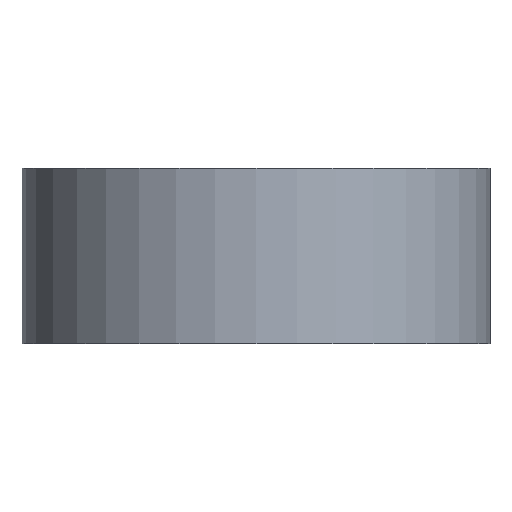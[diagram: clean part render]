
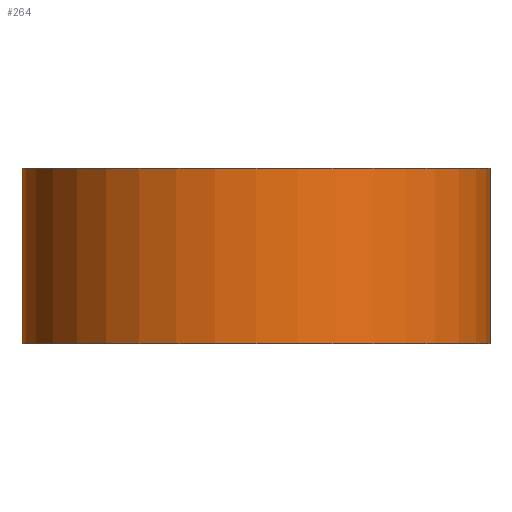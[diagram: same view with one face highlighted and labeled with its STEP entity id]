
A CAD part, front view. The second image highlights one B-rep face of the part: STEP entity #264.
In plain terms, the highlighted cylindrical face has radius 12.696 mm (diameter 25.392 mm), a partial arc.
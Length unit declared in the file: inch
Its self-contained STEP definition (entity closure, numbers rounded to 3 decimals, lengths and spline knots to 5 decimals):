
#136 = CIRCLE ( 'NONE', #685, 0.49985 ) ;
#148 = VERTEX_POINT ( 'NONE', #234 ) ;
#152 = CYLINDRICAL_SURFACE ( 'NONE', #819, 0.49985 ) ;
#193 = DIRECTION ( 'NONE',  ( 1., 0., 0. ) ) ;
#195 = DIRECTION ( 'NONE',  ( 0., 0., 1. ) ) ;
#196 = CARTESIAN_POINT ( 'NONE',  ( 0., 0., 0.375 ) ) ;
#201 = CIRCLE ( 'NONE', #587, 0.49985 ) ;
#203 = ORIENTED_EDGE ( 'NONE', *, *, #614, .F. ) ;
#207 = VECTOR ( 'NONE', #402, 39.37008 ) ;
#211 = ORIENTED_EDGE ( 'NONE', *, *, #736, .F. ) ;
#216 = EDGE_LOOP ( 'NONE', ( #203, #211, #760, #328 ) ) ;
#234 = CARTESIAN_POINT ( 'NONE',  ( 0.49985, 0., 0.375 ) ) ;
#244 = FACE_OUTER_BOUND ( 'NONE', #216, .T. ) ;
#261 = VERTEX_POINT ( 'NONE', #784 ) ;
#264 = ADVANCED_FACE ( 'NONE', ( #244 ), #152, .T. ) ;
#276 = DIRECTION ( 'NONE',  ( 0., 0., -1. ) ) ;
#298 = DIRECTION ( 'NONE',  ( -1., 0., 0. ) ) ;
#301 = CARTESIAN_POINT ( 'NONE',  ( 0., 0., 0.375 ) ) ;
#328 = ORIENTED_EDGE ( 'NONE', *, *, #625, .T. ) ;
#349 = DIRECTION ( 'NONE',  ( 1., 0., 0. ) ) ;
#352 = DIRECTION ( 'NONE',  ( 0., 0., 1. ) ) ;
#354 = CARTESIAN_POINT ( 'NONE',  ( 0., 0., 0. ) ) ;
#366 = LINE ( 'NONE', #410, #207 ) ;
#369 = CARTESIAN_POINT ( 'NONE',  ( -0.49985, 0., 0.375 ) ) ;
#402 = DIRECTION ( 'NONE',  ( 0., 0., -1. ) ) ;
#403 = DIRECTION ( 'NONE',  ( 0., 0., -1. ) ) ;
#410 = CARTESIAN_POINT ( 'NONE',  ( 0.49985, 0., 0.375 ) ) ;
#429 = VECTOR ( 'NONE', #403, 39.37008 ) ;
#433 = CARTESIAN_POINT ( 'NONE',  ( -0.49985, 0., 0.375 ) ) ;
#473 = VERTEX_POINT ( 'NONE', #640 ) ;
#587 = AXIS2_PLACEMENT_3D ( 'NONE', #196, #195, #193 ) ;
#614 = EDGE_CURVE ( 'NONE', #148, #261, #366, .T. ) ;
#620 = EDGE_CURVE ( 'NONE', #623, #473, #622, .T. ) ;
#622 = LINE ( 'NONE', #433, #429 ) ;
#623 = VERTEX_POINT ( 'NONE', #369 ) ;
#625 = EDGE_CURVE ( 'NONE', #473, #261, #136, .T. ) ;
#640 = CARTESIAN_POINT ( 'NONE',  ( -0.49985, 0., 0. ) ) ;
#685 = AXIS2_PLACEMENT_3D ( 'NONE', #354, #352, #349 ) ;
#736 = EDGE_CURVE ( 'NONE', #623, #148, #201, .T. ) ;
#760 = ORIENTED_EDGE ( 'NONE', *, *, #620, .T. ) ;
#784 = CARTESIAN_POINT ( 'NONE',  ( 0.49985, 0., 0. ) ) ;
#819 = AXIS2_PLACEMENT_3D ( 'NONE', #301, #276, #298 ) ;
